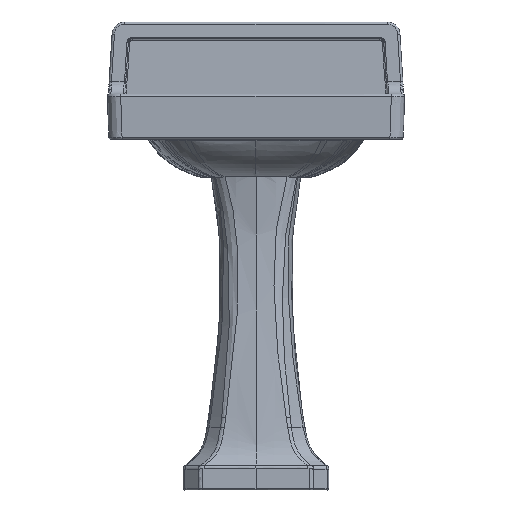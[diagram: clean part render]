
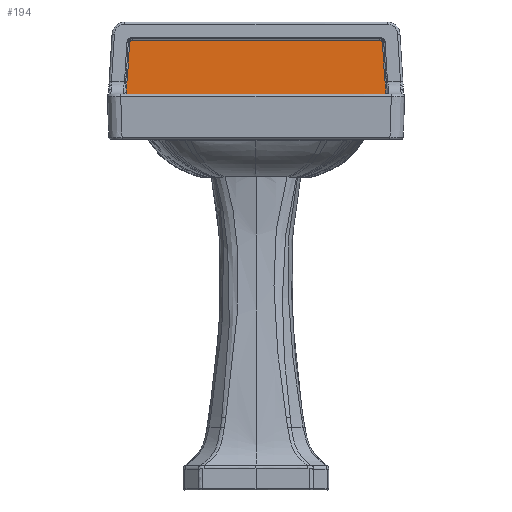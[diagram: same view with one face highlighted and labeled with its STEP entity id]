
A CAD part, front view. The second image highlights one B-rep face of the part: STEP entity #194.
In plain terms, the highlighted planar face has unit normal (0, -1, 0.025).
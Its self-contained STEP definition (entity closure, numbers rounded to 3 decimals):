
#194=ADVANCED_FACE('',(#595),#6279,.T.);
#595=FACE_OUTER_BOUND('',#998,.T.);
#998=EDGE_LOOP('',(#1941,#1942,#1943,#1944,#1945,#1946,#1947,#1948,#1949,
#1950,#1951,#1952,#1953,#1954));
#1941=ORIENTED_EDGE('',*,*,#3619,.T.);
#1942=ORIENTED_EDGE('',*,*,#3608,.T.);
#1943=ORIENTED_EDGE('',*,*,#3604,.T.);
#1944=ORIENTED_EDGE('',*,*,#3601,.T.);
#1945=ORIENTED_EDGE('',*,*,#3598,.T.);
#1946=ORIENTED_EDGE('',*,*,#3596,.T.);
#1947=ORIENTED_EDGE('',*,*,#3592,.T.);
#1948=ORIENTED_EDGE('',*,*,#3589,.T.);
#1949=ORIENTED_EDGE('',*,*,#3586,.T.);
#1950=ORIENTED_EDGE('',*,*,#3583,.T.);
#1951=ORIENTED_EDGE('',*,*,#3580,.T.);
#1952=ORIENTED_EDGE('',*,*,#3577,.T.);
#1953=ORIENTED_EDGE('',*,*,#3574,.T.);
#1954=ORIENTED_EDGE('',*,*,#3571,.T.);
#3571=EDGE_CURVE('',#5523,#5521,#4426,.T.);
#3574=EDGE_CURVE('',#5525,#5523,#4874,.T.);
#3577=EDGE_CURVE('',#5526,#5525,#4875,.T.);
#3580=EDGE_CURVE('',#5528,#5526,#4876,.T.);
#3583=EDGE_CURVE('',#5530,#5528,#4435,.T.);
#3586=EDGE_CURVE('',#5532,#5530,#4877,.T.);
#3589=EDGE_CURVE('',#5534,#5532,#4878,.T.);
#3592=EDGE_CURVE('',#5536,#5534,#4880,.T.);
#3596=EDGE_CURVE('',#5538,#5536,#4444,.T.);
#3598=EDGE_CURVE('',#5540,#5538,#4881,.T.);
#3601=EDGE_CURVE('',#5543,#5540,#4883,.T.);
#3604=EDGE_CURVE('',#5545,#5543,#4884,.T.);
#3608=EDGE_CURVE('',#5547,#5545,#4452,.T.);
#3619=EDGE_CURVE('',#5521,#5547,#4886,.T.);
#4426=(
BOUNDED_CURVE()
B_SPLINE_CURVE(3,(#53595,#53596,#53597,#53598),.UNSPECIFIED.,.F.,.F.)
B_SPLINE_CURVE_WITH_KNOTS((4,4),(-1.,0.),.UNSPECIFIED.)
CURVE()
GEOMETRIC_REPRESENTATION_ITEM()
RATIONAL_B_SPLINE_CURVE((1.,1.,1.,1.))
REPRESENTATION_ITEM('')
);
#4435=(
BOUNDED_CURVE()
B_SPLINE_CURVE(3,(#53650,#53651,#53652,#53653),.UNSPECIFIED.,.F.,.F.)
B_SPLINE_CURVE_WITH_KNOTS((4,4),(-71.071,0.),.UNSPECIFIED.)
CURVE()
GEOMETRIC_REPRESENTATION_ITEM()
RATIONAL_B_SPLINE_CURVE((1.,1.,1.,1.))
REPRESENTATION_ITEM('')
);
#4444=(
BOUNDED_CURVE()
B_SPLINE_CURVE(3,(#53704,#53705,#53706,#53707),.UNSPECIFIED.,.F.,.F.)
B_SPLINE_CURVE_WITH_KNOTS((4,4),(0.,71.071),.UNSPECIFIED.)
CURVE()
GEOMETRIC_REPRESENTATION_ITEM()
RATIONAL_B_SPLINE_CURVE((1.,1.,1.,1.))
REPRESENTATION_ITEM('')
);
#4452=(
BOUNDED_CURVE()
B_SPLINE_CURVE(3,(#53759,#53760,#53761,#53762),.UNSPECIFIED.,.F.,.F.)
B_SPLINE_CURVE_WITH_KNOTS((4,4),(0.,1.),.UNSPECIFIED.)
CURVE()
GEOMETRIC_REPRESENTATION_ITEM()
RATIONAL_B_SPLINE_CURVE((1.,1.,1.,1.))
REPRESENTATION_ITEM('')
);
#4874=B_SPLINE_CURVE_WITH_KNOTS('',3,(#53606,#53607,#53608,#53609,#53610,
#53611),.UNSPECIFIED.,.F.,.F.,(4,2,4),(0.,0.5,1.),
 .UNSPECIFIED.);
#4875=B_SPLINE_CURVE_WITH_KNOTS('',3,(#53625,#53626,#53627,#53628),
 .UNSPECIFIED.,.F.,.F.,(4,4),(0.,1.),.UNSPECIFIED.);
#4876=B_SPLINE_CURVE_WITH_KNOTS('',3,(#53639,#53640,#53641,#53642),
 .UNSPECIFIED.,.F.,.F.,(4,4),(0.,1.),.UNSPECIFIED.);
#4877=B_SPLINE_CURVE_WITH_KNOTS('',3,(#53661,#53662,#53663,#53664,#53665,
#53666),.UNSPECIFIED.,.F.,.F.,(4,2,4),(0.,0.5,1.),
 .UNSPECIFIED.);
#4878=B_SPLINE_CURVE_WITH_KNOTS('',1,(#53677,#53678),.UNSPECIFIED.,.F.,
 .F.,(2,2),(0.,519.523),.UNSPECIFIED.);
#4880=B_SPLINE_CURVE_WITH_KNOTS('',3,(#53684,#53685,#53686,#53687,#53688,
#53689),.UNSPECIFIED.,.F.,.F.,(4,2,4),(0.,0.5,1.),.UNSPECIFIED.);
#4881=B_SPLINE_CURVE_WITH_KNOTS('',3,(#53711,#53712,#53713,#53714),
 .UNSPECIFIED.,.F.,.F.,(4,4),(0.,1.),.UNSPECIFIED.);
#4883=B_SPLINE_CURVE_WITH_KNOTS('',3,(#53722,#53723,#53724,#53725),
 .UNSPECIFIED.,.F.,.F.,(4,4),(0.,1.),.UNSPECIFIED.);
#4884=B_SPLINE_CURVE_WITH_KNOTS('',3,(#53736,#53737,#53738,#53739,#53740,
#53741),.UNSPECIFIED.,.F.,.F.,(4,2,4),(0.,0.5,1.),.UNSPECIFIED.);
#4886=B_SPLINE_CURVE_WITH_KNOTS('',3,(#53862,#53863,#53864,#53865,#53866,
#53867,#53868,#53869),.UNSPECIFIED.,.F.,.F.,(4,2,2,4),(0.,0.25,0.5,1.),
 .UNSPECIFIED.);
#5521=VERTEX_POINT('',#51490);
#5523=VERTEX_POINT('',#51492);
#5525=VERTEX_POINT('',#51494);
#5526=VERTEX_POINT('',#51495);
#5528=VERTEX_POINT('',#51497);
#5530=VERTEX_POINT('',#51499);
#5532=VERTEX_POINT('',#51501);
#5534=VERTEX_POINT('',#51503);
#5536=VERTEX_POINT('',#51505);
#5538=VERTEX_POINT('',#51507);
#5540=VERTEX_POINT('',#51509);
#5543=VERTEX_POINT('',#51512);
#5545=VERTEX_POINT('',#51514);
#5547=VERTEX_POINT('',#51516);
#6279=PLANE('',#6336);
#6336=AXIS2_PLACEMENT_3D('',#12696,#6376,$);
#6376=DIRECTION('',(0.,-1.,0.025));
#12696=CARTESIAN_POINT('',(327.026,-28.708,69.418));
#51490=CARTESIAN_POINT('',(-270.772,-31.974,-58.892));
#51492=CARTESIAN_POINT('',(-271.41,-31.895,-55.79));
#51494=CARTESIAN_POINT('',(-271.499,-31.501,-40.293));
#51495=CARTESIAN_POINT('',(-270.583,-31.236,-29.893));
#51497=CARTESIAN_POINT('',(-269.431,-30.958,-18.962));
#51499=CARTESIAN_POINT('',(-265.109,-29.152,51.954));
#51501=CARTESIAN_POINT('',(-259.761,-29.024,56.983));
#51503=CARTESIAN_POINT('',(259.761,-29.024,56.983));
#51505=CARTESIAN_POINT('',(265.109,-29.152,51.954));
#51507=CARTESIAN_POINT('',(269.431,-30.958,-18.962));
#51509=CARTESIAN_POINT('',(270.583,-31.236,-29.893));
#51512=CARTESIAN_POINT('',(271.499,-31.501,-40.293));
#51514=CARTESIAN_POINT('',(271.41,-31.895,-55.79));
#51516=CARTESIAN_POINT('',(270.757,-31.976,-58.962));
#53595=CARTESIAN_POINT('',(-271.41,-31.895,-55.79));
#53596=CARTESIAN_POINT('',(-271.197,-31.922,-56.824));
#53597=CARTESIAN_POINT('',(-270.985,-31.948,-57.858));
#53598=CARTESIAN_POINT('',(-270.772,-31.974,-58.892));
#53606=CARTESIAN_POINT('',(-271.499,-31.501,-40.293));
#53607=CARTESIAN_POINT('',(-271.746,-31.567,-42.877));
#53608=CARTESIAN_POINT('',(-271.935,-31.633,-45.467));
#53609=CARTESIAN_POINT('',(-272.014,-31.764,-50.636));
#53610=CARTESIAN_POINT('',(-271.939,-31.83,-53.218));
#53611=CARTESIAN_POINT('',(-271.41,-31.895,-55.79));
#53625=CARTESIAN_POINT('',(-270.583,-31.236,-29.893));
#53626=CARTESIAN_POINT('',(-271.017,-31.324,-33.348));
#53627=CARTESIAN_POINT('',(-271.168,-31.413,-36.828));
#53628=CARTESIAN_POINT('',(-271.499,-31.501,-40.293));
#53639=CARTESIAN_POINT('',(-269.431,-30.958,-18.962));
#53640=CARTESIAN_POINT('',(-269.654,-31.051,-22.623));
#53641=CARTESIAN_POINT('',(-270.126,-31.144,-26.257));
#53642=CARTESIAN_POINT('',(-270.583,-31.236,-29.893));
#53650=CARTESIAN_POINT('',(-265.109,-29.152,51.954));
#53651=CARTESIAN_POINT('',(-266.55,-29.754,28.315));
#53652=CARTESIAN_POINT('',(-267.99,-30.356,4.676));
#53653=CARTESIAN_POINT('',(-269.431,-30.958,-18.962));
#53661=CARTESIAN_POINT('',(-259.761,-29.024,56.983));
#53662=CARTESIAN_POINT('',(-261.121,-29.024,56.983));
#53663=CARTESIAN_POINT('',(-262.445,-29.038,56.456));
#53664=CARTESIAN_POINT('',(-264.42,-29.085,54.598));
#53665=CARTESIAN_POINT('',(-265.026,-29.118,53.311));
#53666=CARTESIAN_POINT('',(-265.109,-29.152,51.954));
#53677=CARTESIAN_POINT('',(259.761,-29.024,56.983));
#53678=CARTESIAN_POINT('',(-259.761,-29.024,56.983));
#53684=CARTESIAN_POINT('',(265.109,-29.152,51.954));
#53685=CARTESIAN_POINT('',(265.026,-29.118,53.31));
#53686=CARTESIAN_POINT('',(264.419,-29.085,54.599));
#53687=CARTESIAN_POINT('',(262.444,-29.038,56.456));
#53688=CARTESIAN_POINT('',(261.121,-29.024,56.983));
#53689=CARTESIAN_POINT('',(259.761,-29.024,56.983));
#53704=CARTESIAN_POINT('',(269.431,-30.958,-18.962));
#53705=CARTESIAN_POINT('',(267.99,-30.356,4.676));
#53706=CARTESIAN_POINT('',(266.55,-29.754,28.315));
#53707=CARTESIAN_POINT('',(265.109,-29.152,51.954));
#53711=CARTESIAN_POINT('',(270.583,-31.236,-29.893));
#53712=CARTESIAN_POINT('',(270.126,-31.144,-26.257));
#53713=CARTESIAN_POINT('',(269.654,-31.051,-22.623));
#53714=CARTESIAN_POINT('',(269.431,-30.958,-18.962));
#53722=CARTESIAN_POINT('',(271.499,-31.501,-40.293));
#53723=CARTESIAN_POINT('',(271.168,-31.413,-36.828));
#53724=CARTESIAN_POINT('',(271.017,-31.324,-33.348));
#53725=CARTESIAN_POINT('',(270.583,-31.236,-29.893));
#53736=CARTESIAN_POINT('',(271.41,-31.895,-55.79));
#53737=CARTESIAN_POINT('',(271.939,-31.83,-53.218));
#53738=CARTESIAN_POINT('',(272.014,-31.764,-50.636));
#53739=CARTESIAN_POINT('',(271.935,-31.633,-45.467));
#53740=CARTESIAN_POINT('',(271.746,-31.567,-42.877));
#53741=CARTESIAN_POINT('',(271.499,-31.501,-40.293));
#53759=CARTESIAN_POINT('',(270.757,-31.976,-58.962));
#53760=CARTESIAN_POINT('',(270.975,-31.949,-57.905));
#53761=CARTESIAN_POINT('',(271.193,-31.922,-56.847));
#53762=CARTESIAN_POINT('',(271.41,-31.895,-55.79));
#53862=CARTESIAN_POINT('',(-270.772,-31.974,-58.892));
#53863=CARTESIAN_POINT('',(-225.648,-31.993,-59.625));
#53864=CARTESIAN_POINT('',(-180.522,-32.009,-60.24));
#53865=CARTESIAN_POINT('',(-90.267,-32.027,-60.971));
#53866=CARTESIAN_POINT('',(-45.138,-32.031,-61.122));
#53867=CARTESIAN_POINT('',(90.251,-32.03,-61.079));
#53868=CARTESIAN_POINT('',(180.508,-32.01,-60.302));
#53869=CARTESIAN_POINT('',(270.757,-31.976,-58.962));
